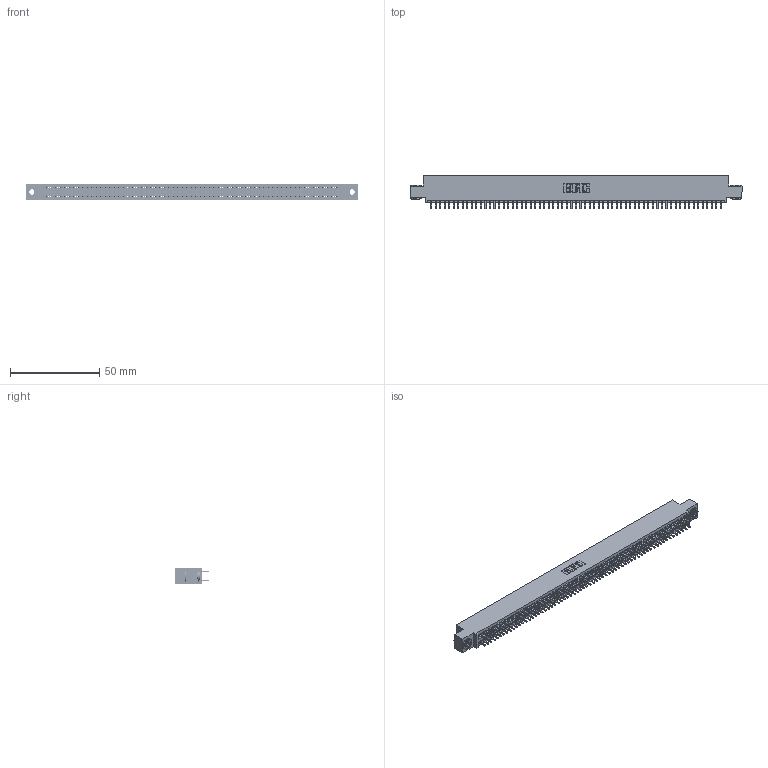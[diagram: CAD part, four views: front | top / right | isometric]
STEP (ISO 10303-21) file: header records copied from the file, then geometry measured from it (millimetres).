
FILE_DESCRIPTION (( 'STEP AP203' ), '1' );
FILE_NAME ('345-130-521-503.STEP', '2019-11-07T12:23:13', ( '' ), ( '' ), 'SwSTEP 2.0', 'SolidWorks 2016', '' );
FILE_SCHEMA (( 'CONFIG_CONTROL_DESIGN' ));
Length unit declared in the file: inch
Products named in the file (4): 345-292-001_345-293-121; 345-130-521-503; 345 Part_0.110 Offset - 0.156 Dia-TH; 345-250-002_345-250-002-102
Assembly tree (133 placements, depth 2):
  345-130-521-503
    345 Part_0.110 Offset - 0.156 Dia-TH
    345-292-001_345-293-121  x130
    345-250-002_345-250-002-102  x2
Bounding box: 186.31 x 18.72 x 9.4 mm (x, y, z)
Volume: 18204.7 mm3; surface area: 27307.4 mm2
Topology: 133 solids, 133 shells, 6668 faces, 19799 edges, 13022 vertices
Faces by surface type: plane 4384, cylinder 2276, cone 8
Entity records: 48704 total; most frequent: CARTESIAN_POINT 8119, ORIENTED_EDGE 8046, DIRECTION 7161, EDGE_CURVE 4023, VECTOR 3607, LINE 3607, VERTEX_POINT 2678, AXIS2_PLACEMENT_3D 1777
